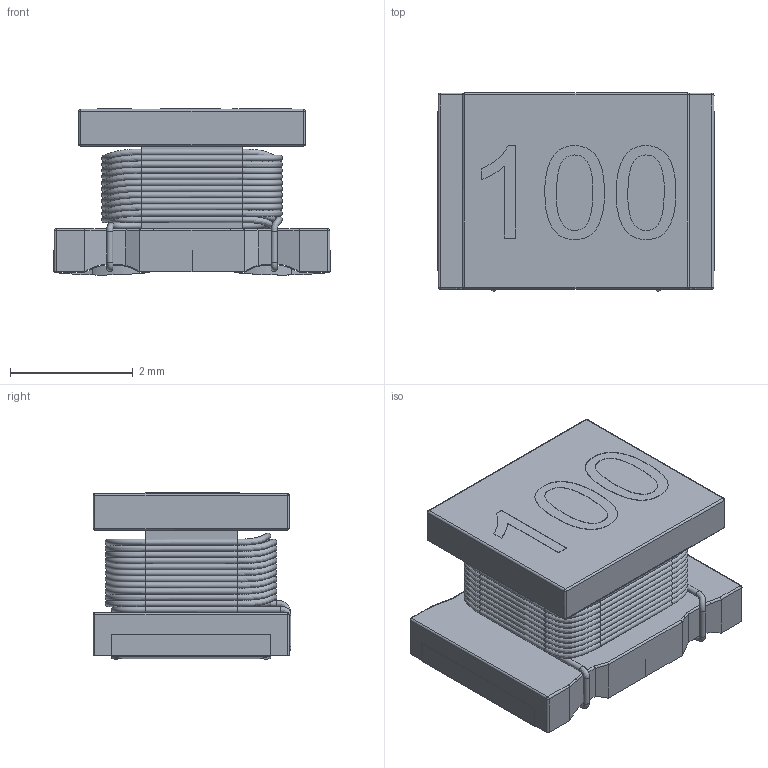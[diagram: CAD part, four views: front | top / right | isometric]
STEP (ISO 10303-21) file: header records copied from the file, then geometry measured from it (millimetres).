
FILE_DESCRIPTION( ('This file contains a STEP AP42 implementation' ,'as created by ZW3D STEP Interface translator.') ,'2;1' );
FILE_NAME( 'SQ4532-L(100).stp' ,'14 924.165328', (''), ('ZWCAD Software Co.'), 'Version 1.0', 'ZW3D to STEP translator', '' );
FILE_SCHEMA( ('CONFIG_CONTROL_DESIGN') );
Length unit declared in the file: millimetre
Products named in the file (1): 0
Bounding box: 4.52 x 3.23 x 2.71 mm (x, y, z)
Volume: 20.5 mm3; surface area: 180.7 mm2
Topology: 8 solids, 167 shells, 349 faces, 929 edges, 600 vertices
Faces by surface type: bspline 349
Entity records: 51853 total; most frequent: CARTESIAN_POINT 46792, ORIENTED_EDGE 1526, EDGE_CURVE 929, VERTEX_POINT 600, B_SPLINE_CURVE_WITH_KNOTS 508, EDGE_LOOP 353, FACE_OUTER_BOUND 349, ADVANCED_FACE 349
